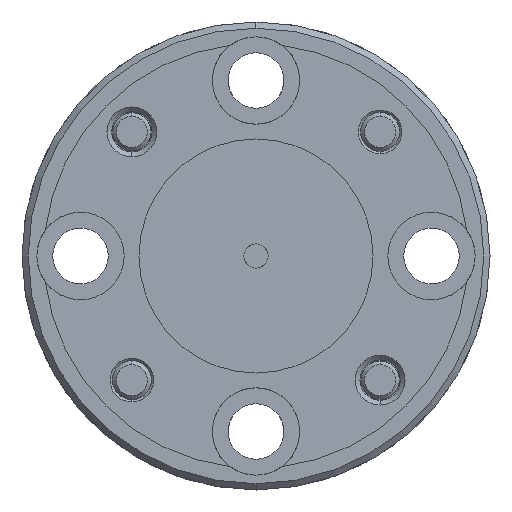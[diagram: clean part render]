
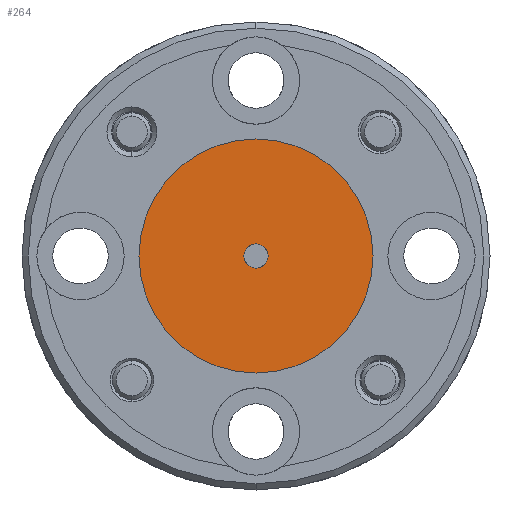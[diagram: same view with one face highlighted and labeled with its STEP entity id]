
A CAD part, left-side view. The second image highlights one B-rep face of the part: STEP entity #264.
In plain terms, the highlighted planar face has unit normal (-1, 0, 0).
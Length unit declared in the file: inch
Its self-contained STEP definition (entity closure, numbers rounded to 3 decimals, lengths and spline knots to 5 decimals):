
#46 = CARTESIAN_POINT ( 'NONE',  ( -0.7, 0.0195, 0.00269 ) ) ;
#61 = CARTESIAN_POINT ( 'NONE',  ( -0.7, -0.01892, -0.00538 ) ) ;
#160 = CIRCLE ( 'NONE', #3354, 0.1875 ) ;
#182 = CARTESIAN_POINT ( 'NONE',  ( -0.7, -0.01687, -0.01011 ) ) ;
#262 = CARTESIAN_POINT ( 'NONE',  ( -0.7, 0.01379, -0.01379 ) ) ;
#264 = ADVANCED_FACE ( 'NONE', ( #3189, #4139 ), #1986, .T. ) ;
#335 = VERTEX_POINT ( 'NONE', #406 ) ;
#406 = CARTESIAN_POINT ( 'NONE',  ( -0.7, 0.01379, 0.01379 ) ) ;
#567 = CARTESIAN_POINT ( 'NONE',  ( -0.7, 0.01541, 0.01216 ) ) ;
#590 = EDGE_LOOP ( 'NONE', ( #3938, #704 ) ) ;
#599 = CARTESIAN_POINT ( 'NONE',  ( -0.7, 0.00538, 0.01892 ) ) ;
#618 = CARTESIAN_POINT ( 'NONE',  ( -0.7, 0.0195, -0.00269 ) ) ;
#658 = DIRECTION ( 'NONE',  ( 1., 0., 0. ) ) ;
#680 = EDGE_CURVE ( 'NONE', #3623, #4562, #1067, .T. ) ;
#688 = EDGE_CURVE ( 'NONE', #4562, #3623, #160, .T. ) ;
#704 = ORIENTED_EDGE ( 'NONE', *, *, #680, .F. ) ;
#709 = CARTESIAN_POINT ( 'NONE',  ( -0.7, -0.00269, 0.0195 ) ) ;
#954 = CARTESIAN_POINT ( 'NONE',  ( -0.7, -0.01892, 0.00538 ) ) ;
#1057 = CARTESIAN_POINT ( 'NONE',  ( -0.7, 0., 0. ) ) ;
#1067 = CIRCLE ( 'NONE', #4997, 0.1875 ) ;
#1086 = EDGE_CURVE ( 'NONE', #5020, #335, #5042, .T. ) ;
#1102 = CARTESIAN_POINT ( 'NONE',  ( -0.7, -0.01011, -0.01687 ) ) ;
#1160 = CARTESIAN_POINT ( 'NONE',  ( -0.7, 0.01011, -0.01687 ) ) ;
#1495 = CARTESIAN_POINT ( 'NONE',  ( -0.7, -0.0195, -0.00269 ) ) ;
#1522 = DIRECTION ( 'NONE',  ( 0., 0., 1. ) ) ;
#1590 = CARTESIAN_POINT ( 'NONE',  ( -0.7, 0.00269, -0.0195 ) ) ;
#1729 = CARTESIAN_POINT ( 'NONE',  ( -0.7, -0.01379, -0.01379 ) ) ;
#1816 = CARTESIAN_POINT ( 'NONE',  ( -0.7, -0.0195, 0.00269 ) ) ;
#1887 = CARTESIAN_POINT ( 'NONE',  ( -0.7, 0.01541, -0.01216 ) ) ;
#1933 = CARTESIAN_POINT ( 'NONE',  ( -0.7, -0.01687, 0.01011 ) ) ;
#1986 = PLANE ( 'NONE',  #5078 ) ;
#2160 = CARTESIAN_POINT ( 'NONE',  ( -0.7, -0.01379, -0.01379 ) ) ;
#2162 = EDGE_LOOP ( 'NONE', ( #2813, #3627, #5012, #3879 ) ) ;
#2259 = CARTESIAN_POINT ( 'NONE',  ( -0.7, 0.01892, 0.00538 ) ) ;
#2315 = CARTESIAN_POINT ( 'NONE',  ( -0.7, 0.01892, -0.00538 ) ) ;
#2338 = CARTESIAN_POINT ( 'NONE',  ( -0.7, 0.1875, 0. ) ) ;
#2394 = CARTESIAN_POINT ( 'NONE',  ( -0.7, -0.00269, -0.0195 ) ) ;
#2708 = CARTESIAN_POINT ( 'NONE',  ( -0.7, 0., 0.1875 ) ) ;
#2759 = CARTESIAN_POINT ( 'NONE',  ( -0.7, -0.01379, 0.01379 ) ) ;
#2776 = CARTESIAN_POINT ( 'NONE',  ( -0.7, -0.01011, 0.01687 ) ) ;
#2813 = ORIENTED_EDGE ( 'NONE', *, *, #3779, .F. ) ;
#2834 = DIRECTION ( 'NONE',  ( 0., 0., -1. ) ) ;
#2876 = CARTESIAN_POINT ( 'NONE',  ( -0.7, 0.01216, -0.01541 ) ) ;
#3154 = CARTESIAN_POINT ( 'NONE',  ( -0.7, 0., -0.1875 ) ) ;
#3189 = FACE_BOUND ( 'NONE', #2162, .T. ) ;
#3217 = B_SPLINE_CURVE_WITH_KNOTS ( 'NONE', 3,
 ( #4500, #567, #4546, #2259, #46, #618, #2315, #4062, #1887, #3630 ),
 .UNSPECIFIED., .F., .F.,
 ( 4, 2, 2, 2, 4 ),
 ( 0., 0.25, 0.5, 0.75, 1. ),
 .UNSPECIFIED. ) ;
#3354 = AXIS2_PLACEMENT_3D ( 'NONE', #5459, #658, #4585 ) ;
#3468 = CARTESIAN_POINT ( 'NONE',  ( -0.7, -0.01541, -0.01216 ) ) ;
#3623 = VERTEX_POINT ( 'NONE', #2708 ) ;
#3627 = ORIENTED_EDGE ( 'NONE', *, *, #3628, .F. ) ;
#3628 = EDGE_CURVE ( 'NONE', #335, #4257, #3217, .T. ) ;
#3630 = CARTESIAN_POINT ( 'NONE',  ( -0.7, 0.01379, -0.01379 ) ) ;
#3636 = CARTESIAN_POINT ( 'NONE',  ( -0.7, 0.01011, 0.01687 ) ) ;
#3678 = B_SPLINE_CURVE_WITH_KNOTS ( 'NONE', 3,
 ( #2160, #3468, #182, #61, #1495, #1816, #954, #1933, #4896, #2759 ),
 .UNSPECIFIED., .F., .F.,
 ( 4, 2, 2, 2, 4 ),
 ( 0., 0.25, 0.5, 0.75, 1. ),
 .UNSPECIFIED. ) ;
#3779 = EDGE_CURVE ( 'NONE', #4257, #4381, #3961, .T. ) ;
#3879 = ORIENTED_EDGE ( 'NONE', *, *, #4511, .F. ) ;
#3938 = ORIENTED_EDGE ( 'NONE', *, *, #688, .F. ) ;
#3961 = B_SPLINE_CURVE_WITH_KNOTS ( 'NONE', 3,
 ( #5047, #2876, #1160, #4570, #1590, #2394, #4234, #1102, #4626, #5105 ),
 .UNSPECIFIED., .F., .F.,
 ( 4, 2, 2, 2, 4 ),
 ( 0., 0.25, 0.5, 0.75, 1. ),
 .UNSPECIFIED. ) ;
#4062 = CARTESIAN_POINT ( 'NONE',  ( -0.7, 0.01687, -0.01011 ) ) ;
#4139 = FACE_OUTER_BOUND ( 'NONE', #590, .T. ) ;
#4234 = CARTESIAN_POINT ( 'NONE',  ( -0.7, -0.00538, -0.01892 ) ) ;
#4257 = VERTEX_POINT ( 'NONE', #262 ) ;
#4381 = VERTEX_POINT ( 'NONE', #1729 ) ;
#4500 = CARTESIAN_POINT ( 'NONE',  ( -0.7, 0.01379, 0.01379 ) ) ;
#4511 = EDGE_CURVE ( 'NONE', #4381, #5020, #3678, .T. ) ;
#4531 = CARTESIAN_POINT ( 'NONE',  ( -0.7, 0.00269, 0.0195 ) ) ;
#4546 = CARTESIAN_POINT ( 'NONE',  ( -0.7, 0.01687, 0.01011 ) ) ;
#4562 = VERTEX_POINT ( 'NONE', #3154 ) ;
#4570 = CARTESIAN_POINT ( 'NONE',  ( -0.7, 0.00538, -0.01892 ) ) ;
#4585 = DIRECTION ( 'NONE',  ( 0., 0., -1. ) ) ;
#4626 = CARTESIAN_POINT ( 'NONE',  ( -0.7, -0.01216, -0.01541 ) ) ;
#4633 = CARTESIAN_POINT ( 'NONE',  ( -0.7, 0.01216, 0.01541 ) ) ;
#4896 = CARTESIAN_POINT ( 'NONE',  ( -0.7, -0.01541, 0.01216 ) ) ;
#4952 = DIRECTION ( 'NONE',  ( 1., 0., 0. ) ) ;
#4969 = CARTESIAN_POINT ( 'NONE',  ( -0.7, -0.01379, 0.01379 ) ) ;
#4996 = CARTESIAN_POINT ( 'NONE',  ( -0.7, 0.01379, 0.01379 ) ) ;
#4997 = AXIS2_PLACEMENT_3D ( 'NONE', #1057, #4952, #2834 ) ;
#5012 = ORIENTED_EDGE ( 'NONE', *, *, #1086, .F. ) ;
#5020 = VERTEX_POINT ( 'NONE', #5289 ) ;
#5042 = B_SPLINE_CURVE_WITH_KNOTS ( 'NONE', 3,
 ( #4969, #5051, #2776, #5485, #709, #4531, #599, #3636, #4633, #4996 ),
 .UNSPECIFIED., .F., .F.,
 ( 4, 2, 2, 2, 4 ),
 ( 0., 0.25, 0.5, 0.75, 1. ),
 .UNSPECIFIED. ) ;
#5047 = CARTESIAN_POINT ( 'NONE',  ( -0.7, 0.01379, -0.01379 ) ) ;
#5051 = CARTESIAN_POINT ( 'NONE',  ( -0.7, -0.01216, 0.01541 ) ) ;
#5078 = AXIS2_PLACEMENT_3D ( 'NONE', #2338, #5392, #1522 ) ;
#5105 = CARTESIAN_POINT ( 'NONE',  ( -0.7, -0.01379, -0.01379 ) ) ;
#5289 = CARTESIAN_POINT ( 'NONE',  ( -0.7, -0.01379, 0.01379 ) ) ;
#5392 = DIRECTION ( 'NONE',  ( -1., 0., 0. ) ) ;
#5459 = CARTESIAN_POINT ( 'NONE',  ( -0.7, 0., 0. ) ) ;
#5485 = CARTESIAN_POINT ( 'NONE',  ( -0.7, -0.00538, 0.01892 ) ) ;
